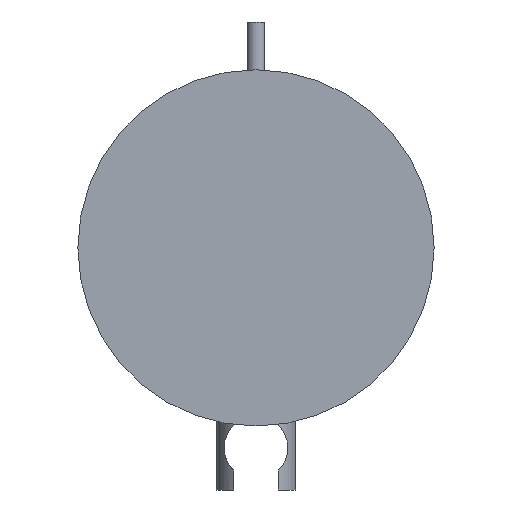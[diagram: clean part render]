
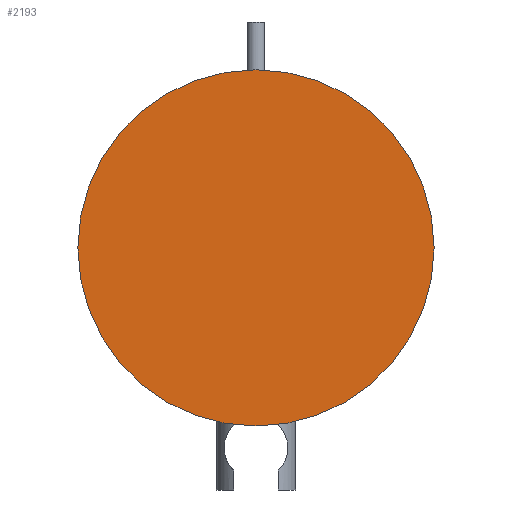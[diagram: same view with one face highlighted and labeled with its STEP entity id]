
A CAD part, front view. The second image highlights one B-rep face of the part: STEP entity #2193.
In plain terms, the highlighted planar face has unit normal (0, -1, 0).
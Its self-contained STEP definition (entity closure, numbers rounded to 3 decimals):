
#99 = DIRECTION ( 'NONE',  ( 0., 0., 1. ) ) ;
#103 = VERTEX_POINT ( 'NONE', #1203 ) ;
#107 = VERTEX_POINT ( 'NONE', #1826 ) ;
#261 = CARTESIAN_POINT ( 'NONE',  ( 0., 0., 0. ) ) ;
#319 = PLANE ( 'NONE',  #687 ) ;
#340 = AXIS2_PLACEMENT_3D ( 'NONE', #261, #1772, #99 ) ;
#502 = DIRECTION ( 'NONE',  ( 0., 0., -1. ) ) ;
#526 = FACE_OUTER_BOUND ( 'NONE', #2128, .T. ) ;
#687 = AXIS2_PLACEMENT_3D ( 'NONE', #2216, #1077, #502 ) ;
#749 = DIRECTION ( 'NONE',  ( 0., 0., 1. ) ) ;
#931 = EDGE_CURVE ( 'NONE', #103, #107, #2314, .T. ) ;
#1077 = DIRECTION ( 'NONE',  ( 0., -1., 0. ) ) ;
#1189 = DIRECTION ( 'NONE',  ( 0., 1., 0. ) ) ;
#1203 = CARTESIAN_POINT ( 'NONE',  ( 0., 0., 61.5 ) ) ;
#1354 = CARTESIAN_POINT ( 'NONE',  ( 0., 0., 0. ) ) ;
#1597 = AXIS2_PLACEMENT_3D ( 'NONE', #1354, #1189, #749 ) ;
#1650 = CIRCLE ( 'NONE', #1597, 61.5 ) ;
#1751 = EDGE_CURVE ( 'NONE', #107, #103, #1650, .T. ) ;
#1772 = DIRECTION ( 'NONE',  ( 0., 1., 0. ) ) ;
#1826 = CARTESIAN_POINT ( 'NONE',  ( 0., 0., -61.5 ) ) ;
#2128 = EDGE_LOOP ( 'NONE', ( #2237, #2170 ) ) ;
#2170 = ORIENTED_EDGE ( 'NONE', *, *, #1751, .F. ) ;
#2193 = ADVANCED_FACE ( 'NONE', ( #526 ), #319, .T. ) ;
#2216 = CARTESIAN_POINT ( 'NONE',  ( 0., 0., 0. ) ) ;
#2237 = ORIENTED_EDGE ( 'NONE', *, *, #931, .F. ) ;
#2314 = CIRCLE ( 'NONE', #340, 61.5 ) ;
